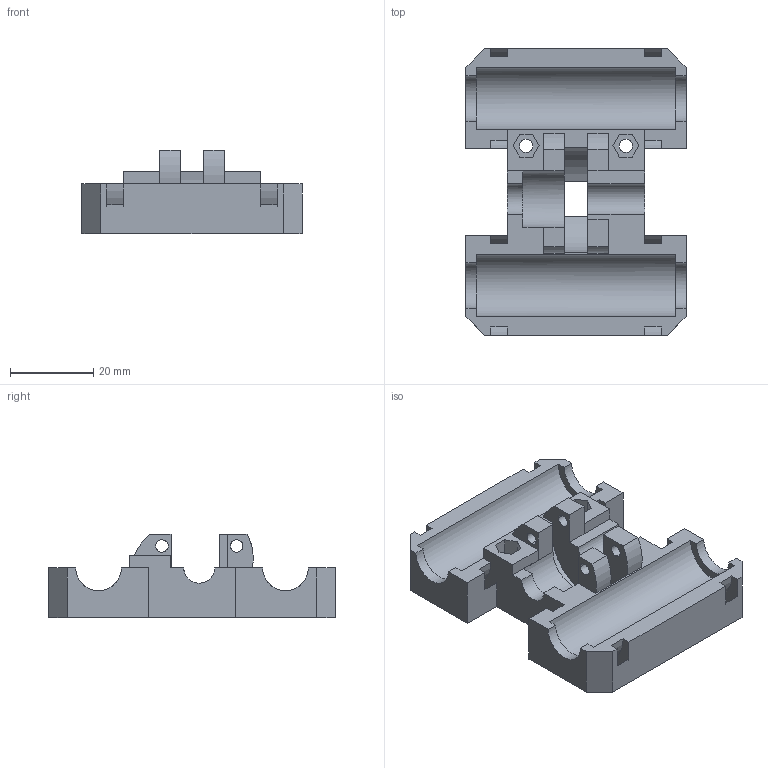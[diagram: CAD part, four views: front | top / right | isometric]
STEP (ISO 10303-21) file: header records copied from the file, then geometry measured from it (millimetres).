
FILE_DESCRIPTION (( 'STEP AP203' ), '1' );
FILE_NAME ('X carriage.STEP', '2015-10-27T12:20:45', ( '' ), ( '' ), 'SwSTEP 2.0', 'SolidWorks 2014', '' );
FILE_SCHEMA (( 'CONFIG_CONTROL_DESIGN' ));
Length unit declared in the file: millimetre
Products named in the file (1): X carriage
Bounding box: 53 x 69 x 20.07 mm (x, y, z)
Volume: 26635.1 mm3; surface area: 13664.8 mm2
Topology: 1 solids, 1 shells, 106 faces, 353 edges, 238 vertices
Faces by surface type: plane 65, cylinder 37, bspline 4
Entity records: 4335 total; most frequent: CARTESIAN_POINT 1165, ORIENTED_EDGE 706, DIRECTION 576, EDGE_CURVE 353, VECTOR 250, LINE 250, VERTEX_POINT 238, AXIS2_PLACEMENT_3D 163
